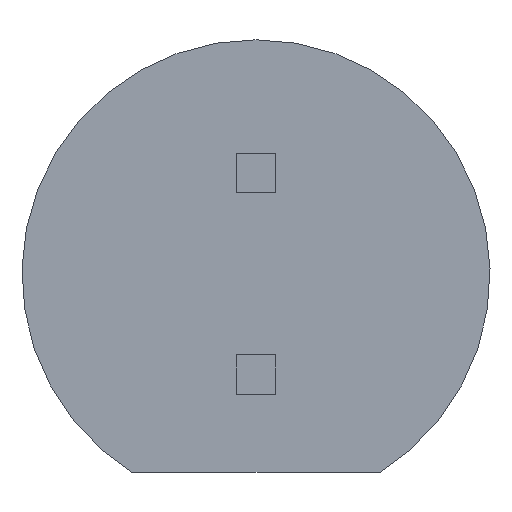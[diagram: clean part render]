
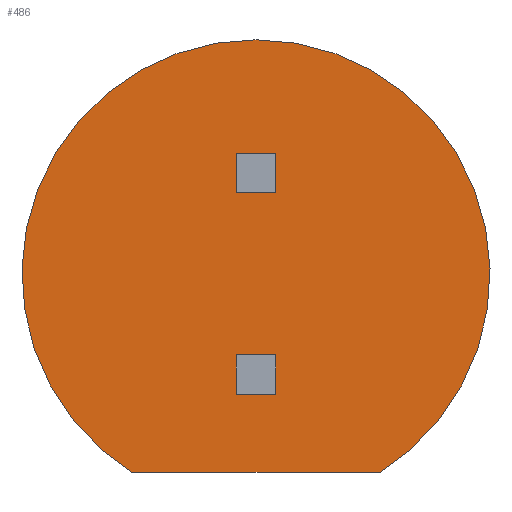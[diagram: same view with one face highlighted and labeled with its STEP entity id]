
A CAD part, front view. The second image highlights one B-rep face of the part: STEP entity #486.
In plain terms, the highlighted planar face has unit normal (0, -1, 0).
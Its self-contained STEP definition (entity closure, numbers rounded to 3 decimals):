
#10 = EDGE_CURVE ( 'NONE', #222, #202, #531, .T. ) ;
#13 = CARTESIAN_POINT ( 'NONE',  ( 0., 0., 0. ) ) ;
#20 = VERTEX_POINT ( 'NONE', #263 ) ;
#25 = CARTESIAN_POINT ( 'NONE',  ( 1.566, 0., -2.5 ) ) ;
#36 = DIRECTION ( 'NONE',  ( 1., 0., 0. ) ) ;
#37 = CARTESIAN_POINT ( 'NONE',  ( 0.25, 0., -1.02 ) ) ;
#44 = CARTESIAN_POINT ( 'NONE',  ( -0.25, 0., -1.52 ) ) ;
#51 = FACE_OUTER_BOUND ( 'NONE', #624, .T. ) ;
#54 = DIRECTION ( 'NONE',  ( 0., 0., 1. ) ) ;
#55 = DIRECTION ( 'NONE',  ( 0., 0., -1. ) ) ;
#59 = VECTOR ( 'NONE', #91, 1000. ) ;
#60 = CIRCLE ( 'NONE', #414, 2.95 ) ;
#62 = DIRECTION ( 'NONE',  ( 1., 0., 0. ) ) ;
#88 = LINE ( 'NONE', #544, #522 ) ;
#91 = DIRECTION ( 'NONE',  ( 0., 0., 1. ) ) ;
#97 = PLANE ( 'NONE',  #372 ) ;
#104 = ORIENTED_EDGE ( 'NONE', *, *, #349, .F. ) ;
#107 = FACE_BOUND ( 'NONE', #273, .T. ) ;
#120 = DIRECTION ( 'NONE',  ( 0., 1., 0. ) ) ;
#123 = CARTESIAN_POINT ( 'NONE',  ( -0.25, 0., -1.02 ) ) ;
#126 = VECTOR ( 'NONE', #596, 1000. ) ;
#127 = VECTOR ( 'NONE', #62, 1000. ) ;
#132 = VERTEX_POINT ( 'NONE', #550 ) ;
#134 = LINE ( 'NONE', #290, #59 ) ;
#138 = LINE ( 'NONE', #275, #547 ) ;
#142 = DIRECTION ( 'NONE',  ( -1., 0., 0. ) ) ;
#150 = ORIENTED_EDGE ( 'NONE', *, *, #387, .F. ) ;
#159 = VERTEX_POINT ( 'NONE', #289 ) ;
#162 = EDGE_LOOP ( 'NONE', ( #317, #583, #609, #150 ) ) ;
#164 = DIRECTION ( 'NONE',  ( 0., 1., 0. ) ) ;
#202 = VERTEX_POINT ( 'NONE', #584 ) ;
#222 = VERTEX_POINT ( 'NONE', #594 ) ;
#225 = EDGE_CURVE ( 'NONE', #159, #341, #138, .T. ) ;
#233 = EDGE_CURVE ( 'NONE', #20, #222, #504, .T. ) ;
#236 = DIRECTION ( 'NONE',  ( 0., 0., 1. ) ) ;
#263 = CARTESIAN_POINT ( 'NONE',  ( 0.25, 0., 1.52 ) ) ;
#265 = CARTESIAN_POINT ( 'NONE',  ( -0.25, 0., 1.52 ) ) ;
#273 = EDGE_LOOP ( 'NONE', ( #104, #613, #420, #512 ) ) ;
#275 = CARTESIAN_POINT ( 'NONE',  ( 0., 0., -2.5 ) ) ;
#289 = CARTESIAN_POINT ( 'NONE',  ( -1.566, 0., -2.5 ) ) ;
#290 = CARTESIAN_POINT ( 'NONE',  ( 0.25, 0., 1.52 ) ) ;
#303 = EDGE_CURVE ( 'NONE', #367, #449, #507, .T. ) ;
#314 = CARTESIAN_POINT ( 'NONE',  ( 0.25, 0., -1.52 ) ) ;
#317 = ORIENTED_EDGE ( 'NONE', *, *, #391, .F. ) ;
#341 = VERTEX_POINT ( 'NONE', #25 ) ;
#348 = CARTESIAN_POINT ( 'NONE',  ( -0.25, 0., -1.52 ) ) ;
#349 = EDGE_CURVE ( 'NONE', #132, #20, #134, .T. ) ;
#364 = FACE_BOUND ( 'NONE', #162, .T. ) ;
#367 = VERTEX_POINT ( 'NONE', #348 ) ;
#372 = AXIS2_PLACEMENT_3D ( 'NONE', #611, #164, #54 ) ;
#377 = LINE ( 'NONE', #123, #668 ) ;
#387 = EDGE_CURVE ( 'NONE', #451, #517, #88, .T. ) ;
#391 = EDGE_CURVE ( 'NONE', #449, #451, #450, .T. ) ;
#405 = VECTOR ( 'NONE', #642, 1000. ) ;
#414 = AXIS2_PLACEMENT_3D ( 'NONE', #13, #120, #236 ) ;
#419 = LINE ( 'NONE', #629, #127 ) ;
#420 = ORIENTED_EDGE ( 'NONE', *, *, #10, .F. ) ;
#423 = DIRECTION ( 'NONE',  ( 0., 0., -1. ) ) ;
#449 = VERTEX_POINT ( 'NONE', #314 ) ;
#450 = LINE ( 'NONE', #37, #405 ) ;
#451 = VERTEX_POINT ( 'NONE', #660 ) ;
#479 = VECTOR ( 'NONE', #551, 1000. ) ;
#486 = ADVANCED_FACE ( 'NONE', ( #107, #51, #364 ), #97, .F. ) ;
#489 = ORIENTED_EDGE ( 'NONE', *, *, #225, .T. ) ;
#504 = LINE ( 'NONE', #553, #479 ) ;
#507 = LINE ( 'NONE', #44, #126 ) ;
#512 = ORIENTED_EDGE ( 'NONE', *, *, #233, .F. ) ;
#513 = VECTOR ( 'NONE', #55, 1000. ) ;
#517 = VERTEX_POINT ( 'NONE', #627 ) ;
#522 = VECTOR ( 'NONE', #142, 1000. ) ;
#531 = LINE ( 'NONE', #265, #513 ) ;
#544 = CARTESIAN_POINT ( 'NONE',  ( -0.25, 0., -1.02 ) ) ;
#547 = VECTOR ( 'NONE', #36, 1000. ) ;
#550 = CARTESIAN_POINT ( 'NONE',  ( 0.25, 0., 1.02 ) ) ;
#551 = DIRECTION ( 'NONE',  ( -1., 0., 0. ) ) ;
#553 = CARTESIAN_POINT ( 'NONE',  ( -0.25, 0., 1.52 ) ) ;
#580 = EDGE_CURVE ( 'NONE', #517, #367, #377, .T. ) ;
#583 = ORIENTED_EDGE ( 'NONE', *, *, #303, .F. ) ;
#584 = CARTESIAN_POINT ( 'NONE',  ( -0.25, 0., 1.02 ) ) ;
#594 = CARTESIAN_POINT ( 'NONE',  ( -0.25, 0., 1.52 ) ) ;
#596 = DIRECTION ( 'NONE',  ( 1., 0., 0. ) ) ;
#602 = EDGE_CURVE ( 'NONE', #202, #132, #419, .T. ) ;
#605 = ORIENTED_EDGE ( 'NONE', *, *, #651, .F. ) ;
#609 = ORIENTED_EDGE ( 'NONE', *, *, #580, .F. ) ;
#611 = CARTESIAN_POINT ( 'NONE',  ( 0., 0., 0. ) ) ;
#613 = ORIENTED_EDGE ( 'NONE', *, *, #602, .F. ) ;
#624 = EDGE_LOOP ( 'NONE', ( #605, #489 ) ) ;
#627 = CARTESIAN_POINT ( 'NONE',  ( -0.25, 0., -1.02 ) ) ;
#629 = CARTESIAN_POINT ( 'NONE',  ( -0.25, 0., 1.02 ) ) ;
#642 = DIRECTION ( 'NONE',  ( 0., 0., 1. ) ) ;
#651 = EDGE_CURVE ( 'NONE', #159, #341, #60, .T. ) ;
#660 = CARTESIAN_POINT ( 'NONE',  ( 0.25, 0., -1.02 ) ) ;
#668 = VECTOR ( 'NONE', #423, 1000. ) ;
